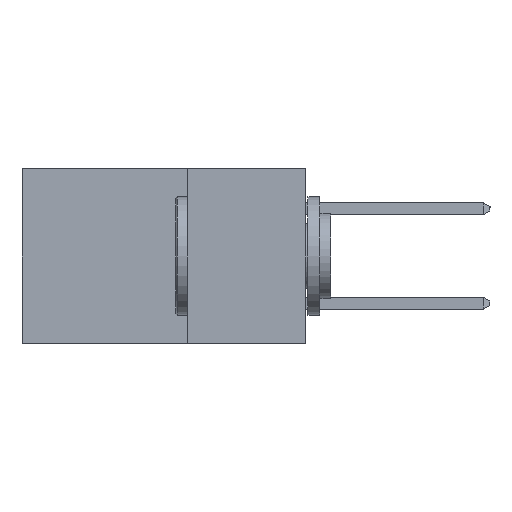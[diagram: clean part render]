
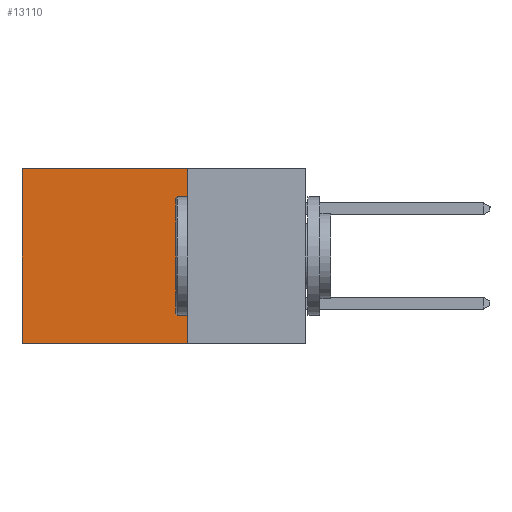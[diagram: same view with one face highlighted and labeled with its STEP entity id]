
A CAD part, left-side view. The second image highlights one B-rep face of the part: STEP entity #13110.
In plain terms, the highlighted planar face has unit normal (-1, 0, 0).
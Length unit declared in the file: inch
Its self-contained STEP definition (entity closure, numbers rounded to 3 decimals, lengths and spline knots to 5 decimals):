
#203 = VECTOR ( 'NONE', #13422, 39.37008 ) ;
#492 = LINE ( 'NONE', #4012, #203 ) ;
#766 = PLANE ( 'NONE',  #14312 ) ;
#2565 = CARTESIAN_POINT ( 'NONE',  ( 0.2615, 0.25, -0.37 ) ) ;
#2847 = DIRECTION ( 'NONE',  ( 0., 1., 0. ) ) ;
#3672 = EDGE_CURVE ( 'NONE', #11187, #7750, #492, .T. ) ;
#3720 = LINE ( 'NONE', #5243, #19028 ) ;
#4012 = CARTESIAN_POINT ( 'NONE',  ( 0.2615, 0.6, -0.37 ) ) ;
#4945 = CARTESIAN_POINT ( 'NONE',  ( 0.2615, 0.6, -0.37 ) ) ;
#5243 = CARTESIAN_POINT ( 'NONE',  ( 0.2615, 0.25, -0.37 ) ) ;
#5945 = EDGE_CURVE ( 'NONE', #17275, #14458, #3720, .T. ) ;
#7603 = DIRECTION ( 'NONE',  ( 0., 1., 0. ) ) ;
#7750 = VERTEX_POINT ( 'NONE', #4945 ) ;
#9079 = DIRECTION ( 'NONE',  ( 1., 0., 0. ) ) ;
#9782 = CARTESIAN_POINT ( 'NONE',  ( 0.2615, 0.25, 0. ) ) ;
#10982 = LINE ( 'NONE', #17289, #20166 ) ;
#11132 = ORIENTED_EDGE ( 'NONE', *, *, #16679, .F. ) ;
#11187 = VERTEX_POINT ( 'NONE', #11776 ) ;
#11293 = CARTESIAN_POINT ( 'NONE',  ( 0.2615, 0.25, 0. ) ) ;
#11776 = CARTESIAN_POINT ( 'NONE',  ( 0.2615, 0.6, 0. ) ) ;
#12179 = ORIENTED_EDGE ( 'NONE', *, *, #3672, .T. ) ;
#12968 = CARTESIAN_POINT ( 'NONE',  ( 0.2615, 0.25, -0.37 ) ) ;
#13110 = ADVANCED_FACE ( 'NONE', ( #17210 ), #766, .F. ) ;
#13422 = DIRECTION ( 'NONE',  ( 0., 0., -1. ) ) ;
#13957 = EDGE_LOOP ( 'NONE', ( #12179, #11132, #19935, #18106 ) ) ;
#14312 = AXIS2_PLACEMENT_3D ( 'NONE', #2565, #9079, #15595 ) ;
#14458 = VERTEX_POINT ( 'NONE', #12968 ) ;
#15318 = VECTOR ( 'NONE', #2847, 39.37008 ) ;
#15595 = DIRECTION ( 'NONE',  ( 0., 0., -1. ) ) ;
#16679 = EDGE_CURVE ( 'NONE', #14458, #7750, #10982, .T. ) ;
#17210 = FACE_OUTER_BOUND ( 'NONE', #13957, .T. ) ;
#17275 = VERTEX_POINT ( 'NONE', #9782 ) ;
#17289 = CARTESIAN_POINT ( 'NONE',  ( 0.2615, 0.25, -0.37 ) ) ;
#17495 = LINE ( 'NONE', #11293, #15318 ) ;
#18106 = ORIENTED_EDGE ( 'NONE', *, *, #20038, .T. ) ;
#18229 = DIRECTION ( 'NONE',  ( 0., 0., -1. ) ) ;
#19028 = VECTOR ( 'NONE', #18229, 39.37008 ) ;
#19935 = ORIENTED_EDGE ( 'NONE', *, *, #5945, .F. ) ;
#20038 = EDGE_CURVE ( 'NONE', #17275, #11187, #17495, .T. ) ;
#20166 = VECTOR ( 'NONE', #7603, 39.37008 ) ;
